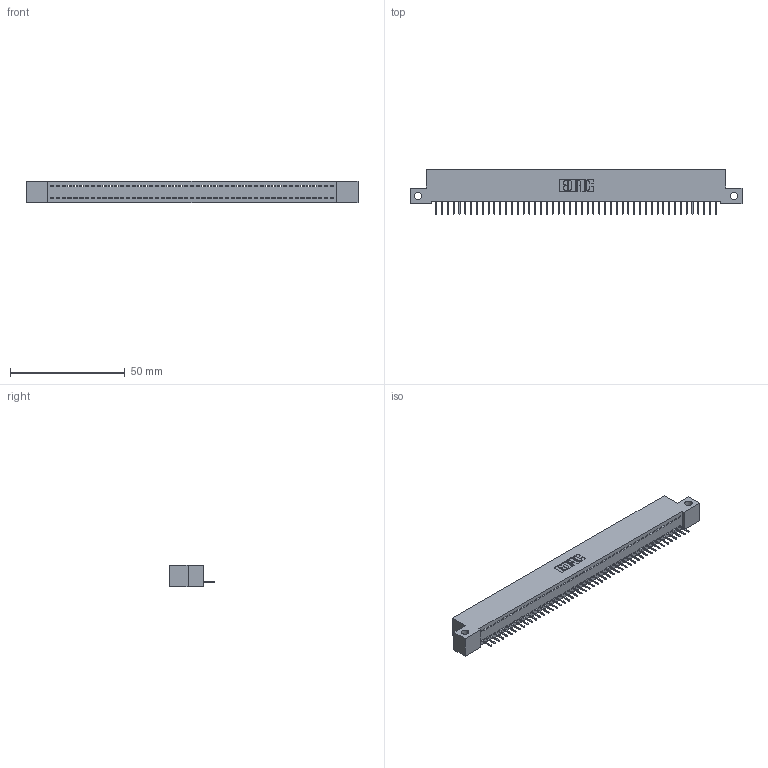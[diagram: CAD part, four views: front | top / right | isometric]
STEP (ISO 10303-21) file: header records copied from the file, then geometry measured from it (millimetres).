
FILE_DESCRIPTION (( 'STEP AP203' ), '1' );
FILE_NAME ('342-049-524-112.STEP', '2018-08-12T18:54:00', ( '' ), ( '' ), 'SwSTEP 2.0', 'SolidWorks 2016', '' );
FILE_SCHEMA (( 'CONFIG_CONTROL_DESIGN' ));
Length unit declared in the file: inch
Products named in the file (3): 345-292-001_345-293-124; 342-049-524-112; 342 Part_Side Mount
Assembly tree (50 placements, depth 2):
  342-049-524-112
    342 Part_Side Mount
    345-292-001_345-293-124  x49
Bounding box: 144.78 x 19.69 x 9.4 mm (x, y, z)
Volume: 12452.6 mm3; surface area: 17652.5 mm2
Topology: 50 solids, 50 shells, 3148 faces, 9119 edges, 5882 vertices
Faces by surface type: plane 2418, cylinder 730
Entity records: 28995 total; most frequent: CARTESIAN_POINT 5005, ORIENTED_EDGE 4990, DIRECTION 4209, EDGE_CURVE 2495, VECTOR 2371, LINE 2371, VERTEX_POINT 1658, AXIS2_PLACEMENT_3D 919
